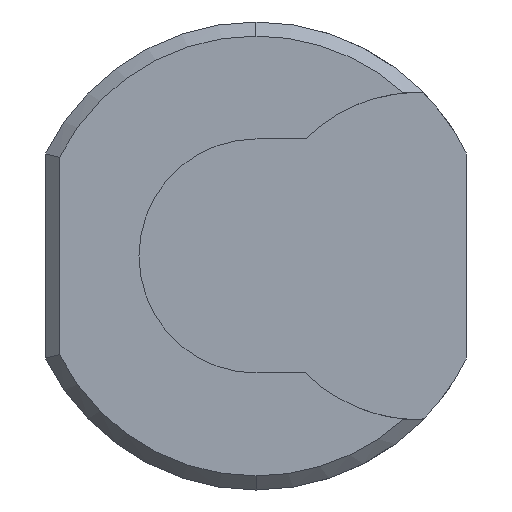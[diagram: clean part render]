
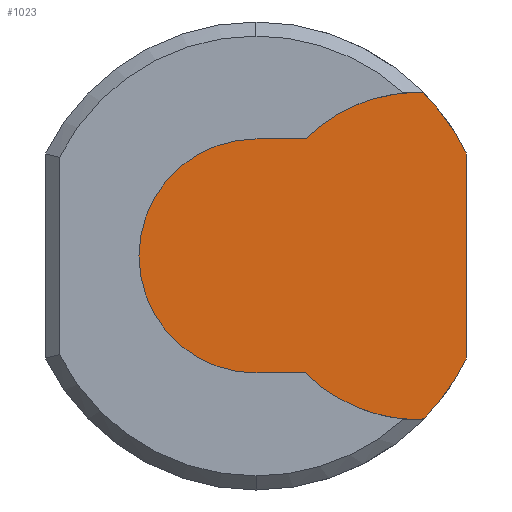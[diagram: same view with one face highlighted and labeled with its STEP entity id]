
A CAD part, left-side view. The second image highlights one B-rep face of the part: STEP entity #1023.
In plain terms, the highlighted planar face has unit normal (-1, 0, 0).
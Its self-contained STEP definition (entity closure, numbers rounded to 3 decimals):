
#269=CARTESIAN_POINT('',(-35.0,17.5,0.));
#270=VERTEX_POINT('',#269);
#279=CARTESIAN_POINT('',(-35.0,0.,17.5));
#280=VERTEX_POINT('',#279);
#281=CARTESIAN_POINT('',(-35.0,0.,0.));
#282=DIRECTION('',(-1.0,0.0,0.0));
#283=DIRECTION('',(0.0,1.0,0.0));
#284=AXIS2_PLACEMENT_3D('',#281,#282,#283);
#285=CIRCLE('',#284,17.5);
#286=EDGE_CURVE('',#280,#270,#285,.T.);
#404=CARTESIAN_POINT('',(-35.0,-17.854,17.5));
#405=VERTEX_POINT('',#404);
#412=CARTESIAN_POINT('',(-35.0,-22.5,10.897));
#413=VERTEX_POINT('',#412);
#414=CARTESIAN_POINT('',(-35.0,0.0,0.));
#415=DIRECTION('',(1.0,0.0,0.0));
#416=DIRECTION('',(0.0,0.0,1.0));
#417=AXIS2_PLACEMENT_3D('',#414,#415,#416);
#418=CIRCLE('',#417,25.);
#419=EDGE_CURVE('',#405,#413,#418,.T.);
#786=CARTESIAN_POINT('',(-35.0,-17.854,17.5));
#787=DIRECTION('',(0.0,1.0,0.0));
#788=VECTOR('',#787,17.854);
#789=LINE('',#786,#788);
#790=EDGE_CURVE('',#405,#280,#789,.T.);
#912=CARTESIAN_POINT('',(-35.0,-18.033,-17.315));
#913=VERTEX_POINT('',#912);
#922=CARTESIAN_POINT('',(-35.0,-17.5,-17.5));
#923=VERTEX_POINT('',#922);
#924=CARTESIAN_POINT('',(-35.0,-17.5,-17.5));
#925=DIRECTION('',(0.0,-0.945,0.328));
#926=VECTOR('',#925,0.564);
#927=LINE('',#924,#926);
#928=EDGE_CURVE('',#923,#913,#927,.T.);
#954=CARTESIAN_POINT('',(-35.0,0.,-17.5));
#955=VERTEX_POINT('',#954);
#962=CARTESIAN_POINT('',(-35.0,0.,0.));
#963=DIRECTION('',(-1.0,0.0,0.0));
#964=DIRECTION('',(0.0,1.0,0.0));
#965=AXIS2_PLACEMENT_3D('',#962,#963,#964);
#966=CIRCLE('',#965,17.5);
#967=EDGE_CURVE('',#270,#955,#966,.T.);
#977=CARTESIAN_POINT('',(-35.0,0.,-17.5));
#978=DIRECTION('',(0.0,-1.0,0.0));
#979=VECTOR('',#978,17.5);
#980=LINE('',#977,#979);
#981=EDGE_CURVE('',#955,#923,#980,.T.);
#995=CARTESIAN_POINT('',(-35.0,-17.5,-17.5));
#996=DIRECTION('',(-1.0,0.0,0.0));
#997=DIRECTION('',(0.0,0.0,1.0));
#998=AXIS2_PLACEMENT_3D('',#995,#996,#997);
#999=PLANE('',#998);
#1000=CARTESIAN_POINT('',(-35.0,-22.5,-10.897));
#1001=VERTEX_POINT('',#1000);
#1002=CARTESIAN_POINT('',(-35.0,0.0,0.));
#1003=DIRECTION('',(1.0,0.0,0.0));
#1004=DIRECTION('',(0.0,0.0,-1.0));
#1005=AXIS2_PLACEMENT_3D('',#1002,#1003,#1004);
#1006=CIRCLE('',#1005,25.);
#1007=EDGE_CURVE('',#1001,#913,#1006,.T.);
#1008=ORIENTED_EDGE('',*,*,#1007,.F.);
#1009=CARTESIAN_POINT('',(-35.0,-22.5,10.897));
#1010=DIRECTION('',(0.0,0.0,-1.0));
#1011=VECTOR('',#1010,21.794);
#1012=LINE('',#1009,#1011);
#1013=EDGE_CURVE('',#413,#1001,#1012,.T.);
#1014=ORIENTED_EDGE('',*,*,#1013,.F.);
#1015=ORIENTED_EDGE('',*,*,#419,.F.);
#1016=ORIENTED_EDGE('',*,*,#790,.T.);
#1017=ORIENTED_EDGE('',*,*,#286,.T.);
#1018=ORIENTED_EDGE('',*,*,#967,.T.);
#1019=ORIENTED_EDGE('',*,*,#981,.T.);
#1020=ORIENTED_EDGE('',*,*,#928,.T.);
#1021=EDGE_LOOP('',(#1008,#1014,#1015,#1016,#1017,#1018,#1019,#1020));
#1022=FACE_OUTER_BOUND('',#1021,.T.);
#1023=ADVANCED_FACE('',(#1022),#999,.T.);
